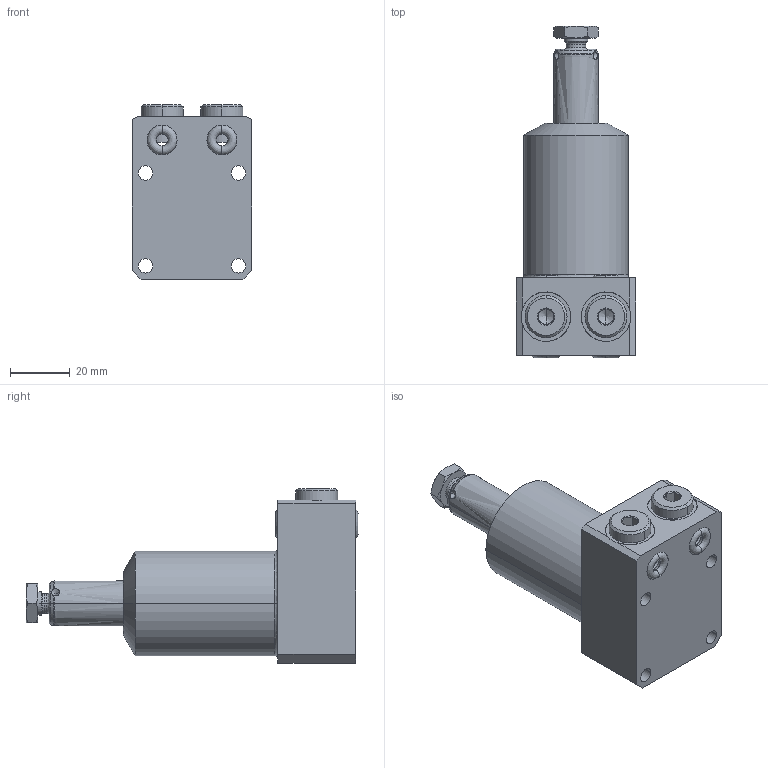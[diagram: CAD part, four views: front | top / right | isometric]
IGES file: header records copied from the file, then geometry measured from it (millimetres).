
Start section:  PTC IGES file: ilcml1412500r.igs
Global section: file name: ilcml1412500r.igs; native system: Pro/ENGINEER by Parametric Technology Corporation; preprocessor: 2007460; author: QAM; organization: Unknown; date: 20130710.113210; units: millimetre
Bounding box: 40 x 110.75 x 58.31 mm (x, y, z)
Surface area: 21523.3 mm2 (no closed solid volume)
Topology: 0 solids, 0 shells, 204 faces, 930 edges, 920 vertices
Faces by surface type: revolution 141, bspline 63
